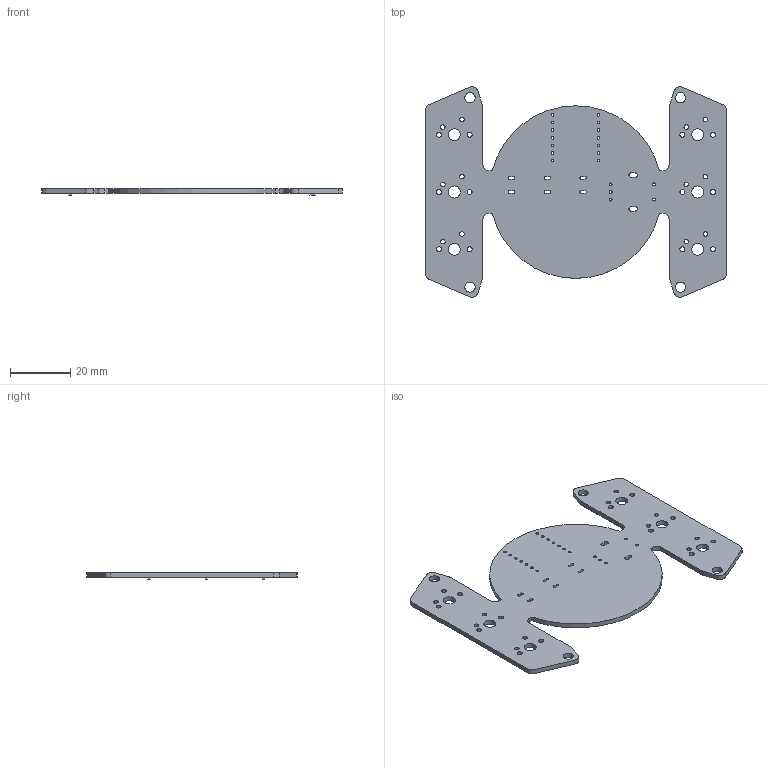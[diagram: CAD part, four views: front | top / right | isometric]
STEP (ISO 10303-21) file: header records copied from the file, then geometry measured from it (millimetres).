
FILE_DESCRIPTION(('KiCad electronic assembly'),'2;1');
FILE_NAME('tiefighter.step','2025-02-16T01:52:05',('Pcbnew'),('Kicad'), 'Open CASCADE STEP processor 7.6','KiCad to STEP converter','Unknown' );
FILE_SCHEMA(('AUTOMOTIVE_DESIGN { 1 0 10303 214 1 1 1 1 }'));
Length unit declared in the file: millimetre
Products named in the file (4): tiefighter 1; D_SOD-523; D_SOD_523; tiefighter_PCB
Assembly tree (8 placements, depth 3):
  tiefighter 1
    D_SOD-523  x6
      D_SOD_523
    tiefighter_PCB
Bounding box: 100.01 x 70.04 x 2.28 mm (x, y, z)
Volume: 7872.2 mm3; surface area: 11141.2 mm2
Topology: 7 solids, 7 shells, 288 faces, 732 edges, 464 vertices
Faces by surface type: plane 141, cylinder 87, bspline 60
Full cylindrical faces by diameter (mm): 0.889 x14, 1 x5, 1.5 x12, 1.7 x12, 3.4 x4, 4 x6
Entity records: 5560 total; most frequent: CARTESIAN_POINT 940, DIRECTION 898, ORIENTED_EDGE 864, EDGE_CURVE 432, AXIS2_PLACEMENT_3D 326, VERTEX_POINT 284, FACE_BOUND 276, EDGE_LOOP 276
